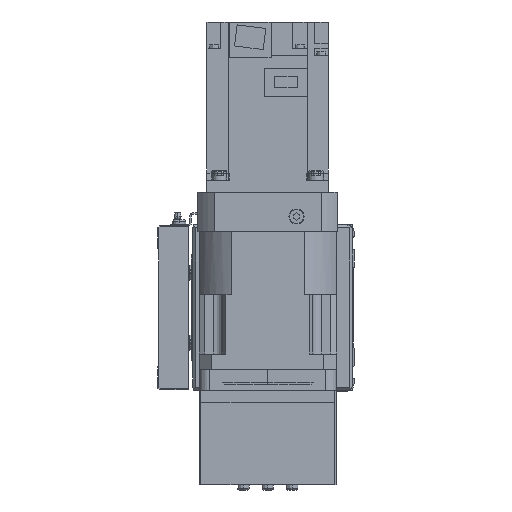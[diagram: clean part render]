
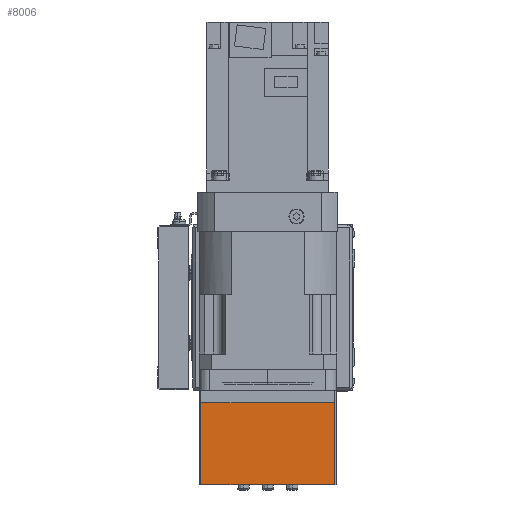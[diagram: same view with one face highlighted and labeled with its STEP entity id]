
A CAD part, left-side view. The second image highlights one B-rep face of the part: STEP entity #8006.
In plain terms, the highlighted planar face has unit normal (-1, 0, 0).
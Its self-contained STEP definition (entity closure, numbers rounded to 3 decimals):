
#407 = LINE ( 'NONE', #27529, #23506 ) ;
#901 = CARTESIAN_POINT ( 'NONE',  ( -99.5, 12.1, -116.5 ) ) ;
#2995 = CARTESIAN_POINT ( 'NONE',  ( -99.5, 100.1, -62.5 ) ) ;
#3015 = PLANE ( 'NONE',  #43196 ) ;
#4074 = EDGE_CURVE ( 'NONE', #41562, #40749, #407, .T. ) ;
#4423 = EDGE_CURVE ( 'NONE', #41562, #39724, #43606, .T. ) ;
#4947 = VECTOR ( 'NONE', #47494, 1000. ) ;
#4979 = DIRECTION ( 'NONE',  ( 0., 0., 1. ) ) ;
#5387 = ORIENTED_EDGE ( 'NONE', *, *, #4423, .T. ) ;
#7709 = ORIENTED_EDGE ( 'NONE', *, *, #23400, .T. ) ;
#8006 = ADVANCED_FACE ( 'NONE', ( #10904 ), #3015, .T. ) ;
#10656 = VECTOR ( 'NONE', #28144, 1000. ) ;
#10904 = FACE_OUTER_BOUND ( 'NONE', #18023, .T. ) ;
#11763 = CARTESIAN_POINT ( 'NONE',  ( -99.5, 100.1, -62.5 ) ) ;
#13825 = VECTOR ( 'NONE', #42644, 1000. ) ;
#16373 = CARTESIAN_POINT ( 'NONE',  ( -99.5, 12.1, -116.5 ) ) ;
#18023 = EDGE_LOOP ( 'NONE', ( #7709, #26542, #23771, #5387 ) ) ;
#21558 = CARTESIAN_POINT ( 'NONE',  ( -99.5, 100.1, -116.5 ) ) ;
#22301 = DIRECTION ( 'NONE',  ( 0., 0., 1. ) ) ;
#23400 = EDGE_CURVE ( 'NONE', #39724, #32195, #36353, .T. ) ;
#23506 = VECTOR ( 'NONE', #4979, 1000. ) ;
#23771 = ORIENTED_EDGE ( 'NONE', *, *, #4074, .F. ) ;
#26542 = ORIENTED_EDGE ( 'NONE', *, *, #35400, .F. ) ;
#27354 = CARTESIAN_POINT ( 'NONE',  ( -99.5, 12.1, -62.5 ) ) ;
#27529 = CARTESIAN_POINT ( 'NONE',  ( -99.5, 100.1, -116.5 ) ) ;
#28144 = DIRECTION ( 'NONE',  ( 0., -1., 0. ) ) ;
#28419 = CARTESIAN_POINT ( 'NONE',  ( -99.5, 100.1, -116.5 ) ) ;
#28861 = CARTESIAN_POINT ( 'NONE',  ( -99.5, 100.1, -116.5 ) ) ;
#32195 = VERTEX_POINT ( 'NONE', #27354 ) ;
#35400 = EDGE_CURVE ( 'NONE', #40749, #32195, #46473, .T. ) ;
#36353 = LINE ( 'NONE', #16373, #4947 ) ;
#39724 = VERTEX_POINT ( 'NONE', #901 ) ;
#40749 = VERTEX_POINT ( 'NONE', #2995 ) ;
#41041 = DIRECTION ( 'NONE',  ( -1., 0., 0. ) ) ;
#41562 = VERTEX_POINT ( 'NONE', #28861 ) ;
#42644 = DIRECTION ( 'NONE',  ( 0., -1., 0. ) ) ;
#43196 = AXIS2_PLACEMENT_3D ( 'NONE', #21558, #41041, #22301 ) ;
#43606 = LINE ( 'NONE', #28419, #10656 ) ;
#46473 = LINE ( 'NONE', #11763, #13825 ) ;
#47494 = DIRECTION ( 'NONE',  ( 0., 0., 1. ) ) ;
